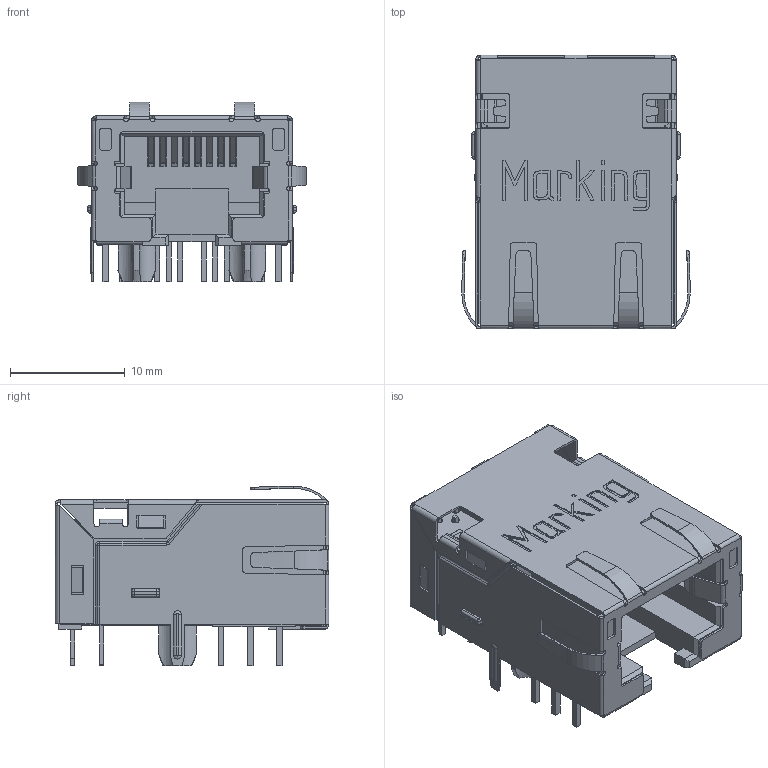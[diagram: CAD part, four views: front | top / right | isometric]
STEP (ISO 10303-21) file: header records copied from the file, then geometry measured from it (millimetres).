
FILE_DESCRIPTION(/* description */ ('Unknown'),/* implementation_level */ '2;1');
FILE_NAME(/* name */ 'T_Wurth_WE-RJ45LAN_10G_7499611422',/* time_stamp */ '2025-08-20T17:56:48+08:00',/* author */ ('Unknown'),/* organization */ ('Unknown'),/* preprocessor_version */ 'ST-DEVELOPER v19.4',/* originating_system */ 'Solid Edge',/* authorisation */ 'Unknown');
FILE_SCHEMA (('AUTOMOTIVE_DESIGN {1 0 10303 214 3 1 1}'));
Products named in the file (2): T_Wurth_WE-RJ45LAN_10G_7499611422
Assembly tree (1 placements, depth 2):
  T_Wurth_WE-RJ45LAN_10G_7499611422
    T_Wurth_WE-RJ45LAN_10G_7499611422
Bounding box: 19.93 x 23.88 x 15.7 mm (x, y, z)
Volume: 2884.5 mm3; surface area: 6730.4 mm2
Topology: 1 solids, 1 shells, 2141 faces, 6088 edges, 3972 vertices
Faces by surface type: plane 1576, cylinder 470, bspline 51, torus 24, sphere 12, cone 8
Full cylindrical faces by diameter (mm): 0.6 x2, 0.7 x28, 1 x2
Entity records: 85211 total; most frequent: CARTESIAN_POINT 14507, ORIENTED_EDGE 12048, DIRECTION 10816, EDGE_CURVE 6024, LINE 4796, VECTOR 4796, VERTEX_POINT 3952, AXIS2_PLACEMENT_3D 3010
